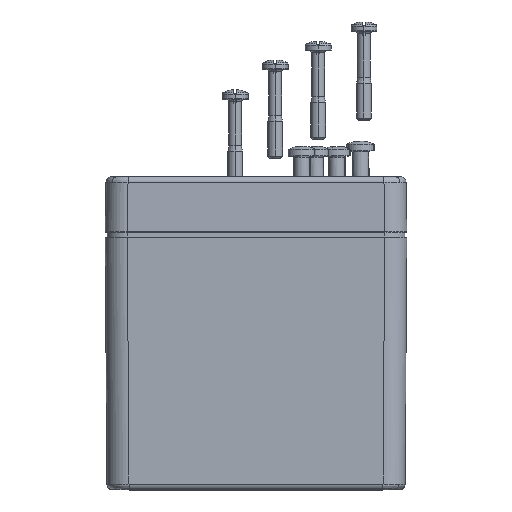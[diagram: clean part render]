
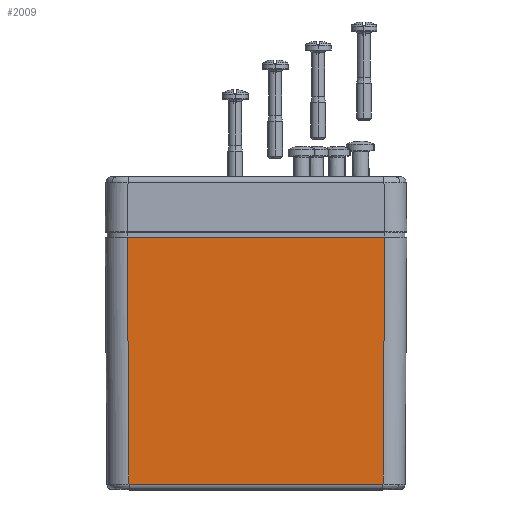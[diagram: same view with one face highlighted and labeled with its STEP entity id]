
A CAD part, top view. The second image highlights one B-rep face of the part: STEP entity #2009.
In plain terms, the highlighted planar face has unit normal (0, -0.007, 1).
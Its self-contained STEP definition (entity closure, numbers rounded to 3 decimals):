
#11 = EDGE_CURVE ( 'NONE', #1762, #24201, #3414, .T. ) ;
#1762 = VERTEX_POINT ( 'NONE', #19937 ) ;
#1986 = EDGE_CURVE ( 'NONE', #14938, #1762, #20343, .T. ) ;
#1987 = ORIENTED_EDGE ( 'NONE', *, *, #11, .T. ) ;
#2009 = ADVANCED_FACE ( 'NONE', ( #20468 ), #20466, .T. ) ;
#2010 = EDGE_LOOP ( 'NONE', ( #2011, #2068, #2069, #1987 ) ) ;
#2011 = ORIENTED_EDGE ( 'NONE', *, *, #2012, .T. ) ;
#2012 = EDGE_CURVE ( 'NONE', #24201, #15626, #20467, .T. ) ;
#2068 = ORIENTED_EDGE ( 'NONE', *, *, #15632, .T. ) ;
#2069 = ORIENTED_EDGE ( 'NONE', *, *, #1986, .T. ) ;
#3411 = DIRECTION ( 'NONE',  ( 1., 0., 0. ) ) ;
#3412 = VECTOR ( 'NONE', #3411, 1000. ) ;
#3413 = CARTESIAN_POINT ( 'NONE',  ( -41., -70.01, 39.511 ) ) ;
#3414 = LINE ( 'NONE', #3413, #3412 ) ;
#14938 = VERTEX_POINT ( 'NONE', #27639 ) ;
#15626 = VERTEX_POINT ( 'NONE', #29979 ) ;
#15632 = EDGE_CURVE ( 'NONE', #15626, #14938, #30040, .T. ) ;
#19937 = CARTESIAN_POINT ( 'NONE',  ( -34.511, -70.01, 39.511 ) ) ;
#20340 = DIRECTION ( 'NONE',  ( 0.007, -1., -0.007 ) ) ;
#20341 = VECTOR ( 'NONE', #20340, 1000. ) ;
#20342 = CARTESIAN_POINT ( 'NONE',  ( -35., 0.042, 40. ) ) ;
#20343 = LINE ( 'NONE', #20342, #20341 ) ;
#20459 = DIRECTION ( 'NONE',  ( 0.007, 1., 0.007 ) ) ;
#20460 = VECTOR ( 'NONE', #20459, 1000. ) ;
#20461 = CARTESIAN_POINT ( 'NONE',  ( 34.996, -0.531, 39.996 ) ) ;
#20462 = DIRECTION ( 'NONE',  ( 0., -1., -0.007 ) ) ;
#20463 = DIRECTION ( 'NONE',  ( 0., -0.007, 1. ) ) ;
#20464 = CARTESIAN_POINT ( 'NONE',  ( -41., 0., 40. ) ) ;
#20465 = AXIS2_PLACEMENT_3D ( 'NONE', #20464, #20463, #20462 ) ;
#20466 = PLANE ( 'NONE',  #20465 ) ;
#20467 = LINE ( 'NONE', #20461, #20460 ) ;
#20468 = FACE_OUTER_BOUND ( 'NONE', #2010, .T. ) ;
#24201 = VERTEX_POINT ( 'NONE', #31986 ) ;
#27639 = CARTESIAN_POINT ( 'NONE',  ( -34.979, -3., 39.979 ) ) ;
#29979 = CARTESIAN_POINT ( 'NONE',  ( 34.979, -3., 39.979 ) ) ;
#30037 = DIRECTION ( 'NONE',  ( -1., 0., 0. ) ) ;
#30038 = VECTOR ( 'NONE', #30037, 1000. ) ;
#30039 = CARTESIAN_POINT ( 'NONE',  ( -41., -3., 39.979 ) ) ;
#30040 = LINE ( 'NONE', #30039, #30038 ) ;
#31986 = CARTESIAN_POINT ( 'NONE',  ( 34.511, -70.01, 39.511 ) ) ;
